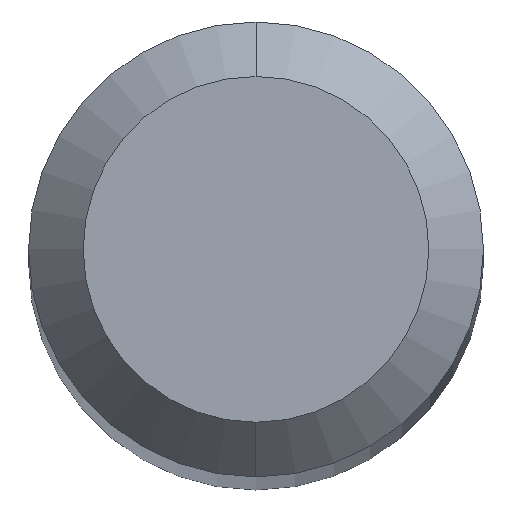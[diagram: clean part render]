
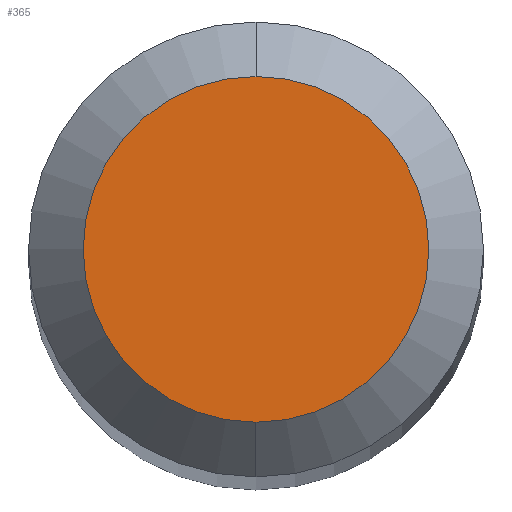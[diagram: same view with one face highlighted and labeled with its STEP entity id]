
A CAD part, top view. The second image highlights one B-rep face of the part: STEP entity #365.
In plain terms, the highlighted planar face has unit normal (0, 0, 1).
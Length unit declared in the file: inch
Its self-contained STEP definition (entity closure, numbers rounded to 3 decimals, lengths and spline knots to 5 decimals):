
#84 = EDGE_CURVE ( 'NONE', #424, #226, #187, .T. ) ;
#103 = EDGE_CURVE ( 'NONE', #226, #424, #453, .T. ) ;
#115 = ORIENTED_EDGE ( 'NONE', *, *, #103, .T. ) ;
#119 = CARTESIAN_POINT ( 'NONE',  ( 0., 0., 0. ) ) ;
#133 = DIRECTION ( 'NONE',  ( 0., 0., 1. ) ) ;
#143 = AXIS2_PLACEMENT_3D ( 'NONE', #119, #288, #459 ) ;
#153 = AXIS2_PLACEMENT_3D ( 'NONE', #357, #314, #531 ) ;
#180 = PLANE ( 'NONE',  #153 ) ;
#183 = FACE_OUTER_BOUND ( 'NONE', #434, .T. ) ;
#187 = CIRCLE ( 'NONE', #143, 0.0475 ) ;
#208 = CARTESIAN_POINT ( 'NONE',  ( 0., 0., 0. ) ) ;
#226 = VERTEX_POINT ( 'NONE', #340 ) ;
#288 = DIRECTION ( 'NONE',  ( 0., 0., 1. ) ) ;
#314 = DIRECTION ( 'NONE',  ( 0., 0., -1. ) ) ;
#340 = CARTESIAN_POINT ( 'NONE',  ( 0., 0.0475, 0. ) ) ;
#357 = CARTESIAN_POINT ( 'NONE',  ( 0., 0.0475, 0. ) ) ;
#365 = ADVANCED_FACE ( 'NONE', ( #183 ), #180, .F. ) ;
#382 = DIRECTION ( 'NONE',  ( 0., -1., 0. ) ) ;
#401 = AXIS2_PLACEMENT_3D ( 'NONE', #208, #133, #382 ) ;
#409 = ORIENTED_EDGE ( 'NONE', *, *, #84, .T. ) ;
#424 = VERTEX_POINT ( 'NONE', #562 ) ;
#434 = EDGE_LOOP ( 'NONE', ( #115, #409 ) ) ;
#453 = CIRCLE ( 'NONE', #401, 0.0475 ) ;
#459 = DIRECTION ( 'NONE',  ( 0., -1., 0. ) ) ;
#531 = DIRECTION ( 'NONE',  ( 0., 1., 0. ) ) ;
#562 = CARTESIAN_POINT ( 'NONE',  ( 0., -0.0475, 0. ) ) ;
